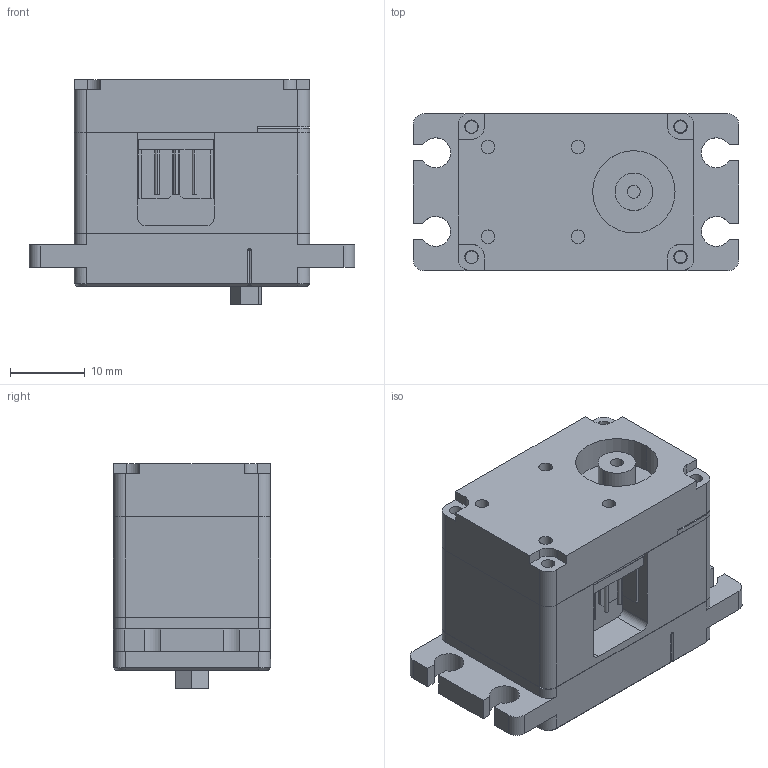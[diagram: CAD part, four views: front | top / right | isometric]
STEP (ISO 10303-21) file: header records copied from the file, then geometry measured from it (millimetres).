
FILE_DESCRIPTION (( 'STEP AP203' ), '1' );
FILE_NAME ('华馨京 10-15kg系列单轴舵机-3D.STEP', '2024-08-07T08:06:14', ( 'Windows 用户' ), ( '' ), 'SwSTEP 2.0', 'SolidWorks 2021', '' );
FILE_SCHEMA (( 'CONFIG_CONTROL_DESIGN' ));
Length unit declared in the file: millimetre
Products named in the file (7): 笢褲-諾陑戚; 萇埭諉諳; 华馨京 10-15kg系列单轴舵机-3D; 怀堤喘; 狟褲; 奻褲; led31
Assembly tree (7 placements, depth 2):
  华馨京 10-15kg系列单轴舵机-3D
    奻褲
    狟褲
    笢褲-諾陑戚
    怀堤喘
    萇埭諉諳  x2
    led31
Bounding box: 43.5 x 21 x 30.04 mm (x, y, z)
Volume: 7690.2 mm3; surface area: 10921.5 mm2
Topology: 7 solids, 8 shells, 1062 faces, 2881 edges, 1889 vertices
Faces by surface type: plane 799, cylinder 233, cone 20, sphere 8, bspline 2
Entity records: 33453 total; most frequent: CARTESIAN_POINT 6335, ORIENTED_EDGE 5612, DIRECTION 5244, EDGE_CURVE 2806, LINE 2244, VECTOR 2244, VERTEX_POINT 1845, AXIS2_PLACEMENT_3D 1500
